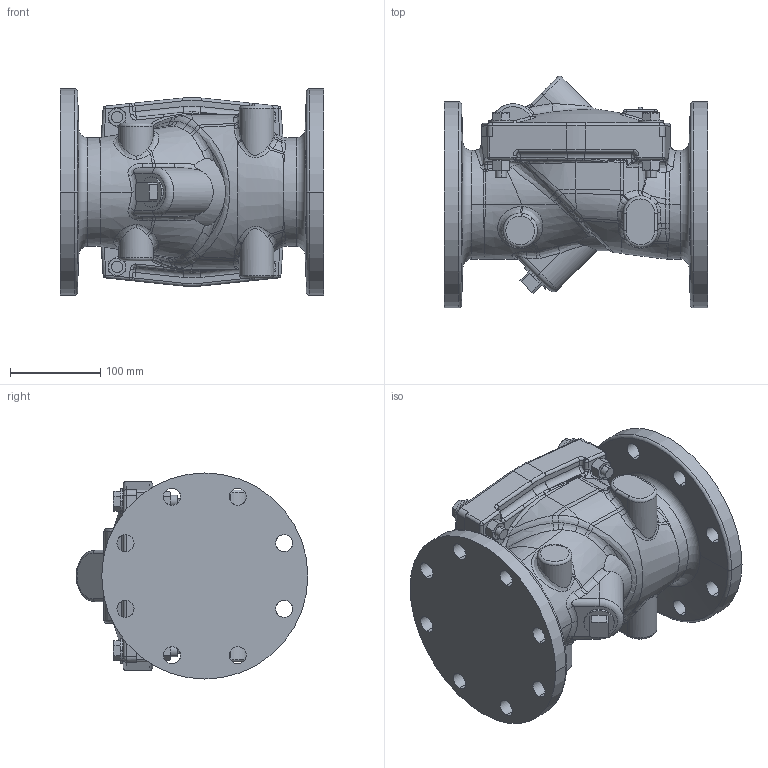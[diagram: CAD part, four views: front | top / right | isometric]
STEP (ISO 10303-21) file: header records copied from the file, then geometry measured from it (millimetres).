
FILE_DESCRIPTION((''),'2;1');
FILE_NAME('504A_SW0001','2020-06-09T07:33:34',('tomb'),(''),'CREO PARAMETRIC BY PTC INC, 2020053','CREO PARAMETRIC BY PTC INC, 2020053','');
FILE_SCHEMA(('CONFIG_CONTROL_DESIGN'));
Products named in the file (1): 504A_SW0001
Bounding box: 292.1 x 257.02 x 228.6 mm (x, y, z)
Volume: 7098115.8 mm3; surface area: 378146.2 mm2
Topology: 1 solids, 1 shells, 847 faces, 2020 edges, 1196 vertices
Faces by surface type: bspline 352, cylinder 180, plane 150, cone 74, torus 64, sphere 23, revolution 4
Entity records: 55861 total; most frequent: CARTESIAN_POINT 38891, ORIENTED_EDGE 4032, DIRECTION 2834, EDGE_CURVE 2016, AXIS2_PLACEMENT_3D 1216, VERTEX_POINT 1196, EDGE_LOOP 912, B_SPLINE_CURVE_WITH_KNOTS 897
